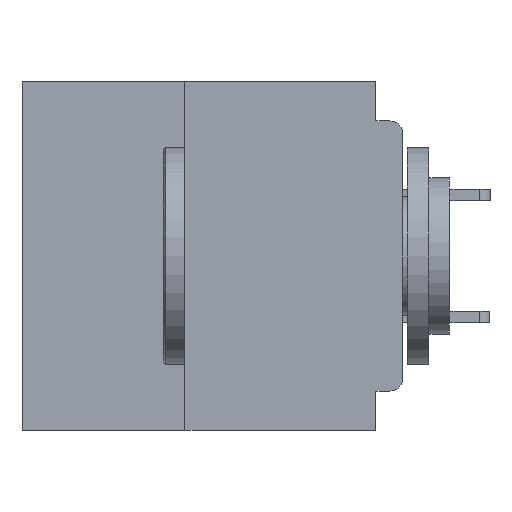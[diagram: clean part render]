
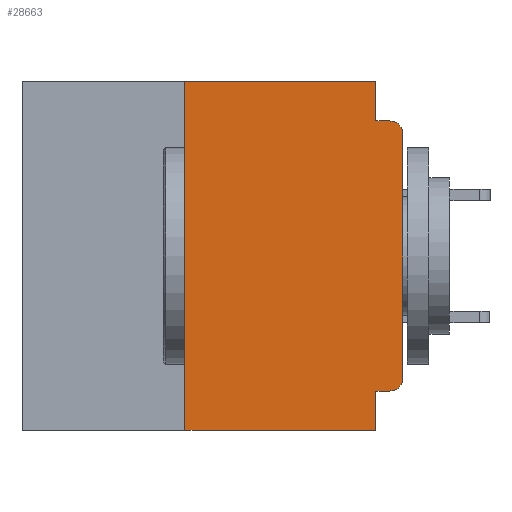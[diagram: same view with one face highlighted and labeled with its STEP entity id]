
A CAD part, left-side view. The second image highlights one B-rep face of the part: STEP entity #28663.
In plain terms, the highlighted planar face has unit normal (-1, 0, 0).
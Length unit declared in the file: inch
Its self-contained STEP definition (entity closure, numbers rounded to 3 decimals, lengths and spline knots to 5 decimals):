
#2087 = EDGE_LOOP ( 'NONE', ( #43355, #19528, #5930, #12503, #14252, #46130, #48278, #25883, #17488, #42061 ) ) ;
#2333 = EDGE_CURVE ( 'NONE', #7417, #18265, #18689, .T. ) ;
#2382 = DIRECTION ( 'NONE',  ( 0., 0., -1. ) ) ;
#3518 = CARTESIAN_POINT ( 'NONE',  ( 0., 0.25, -0.4 ) ) ;
#4268 = CARTESIAN_POINT ( 'NONE',  ( 0., 0., -0.355 ) ) ;
#5332 = LINE ( 'NONE', #32567, #36691 ) ;
#5373 = VERTEX_POINT ( 'NONE', #21413 ) ;
#5576 = CARTESIAN_POINT ( 'NONE',  ( 0., 0.031, -0.355 ) ) ;
#5874 = VERTEX_POINT ( 'NONE', #20674 ) ;
#5905 = VECTOR ( 'NONE', #36933, 39.37008 ) ;
#5930 = ORIENTED_EDGE ( 'NONE', *, *, #40039, .F. ) ;
#7311 = CARTESIAN_POINT ( 'NONE',  ( 0., 0.25, 0. ) ) ;
#7417 = VERTEX_POINT ( 'NONE', #5576 ) ;
#8168 = VECTOR ( 'NONE', #2382, 39.37008 ) ;
#8992 = DIRECTION ( 'NONE',  ( 0., 0., 1. ) ) ;
#9464 = AXIS2_PLACEMENT_3D ( 'NONE', #37271, #13813, #41232 ) ;
#9722 = VERTEX_POINT ( 'NONE', #47402 ) ;
#9838 = DIRECTION ( 'NONE',  ( 1., 0., 0. ) ) ;
#10478 = VECTOR ( 'NONE', #43162, 39.37008 ) ;
#11303 = DIRECTION ( 'NONE',  ( 0., 0., -1. ) ) ;
#12503 = ORIENTED_EDGE ( 'NONE', *, *, #41849, .F. ) ;
#12901 = CIRCLE ( 'NONE', #9464, 0.015 ) ;
#13813 = DIRECTION ( 'NONE',  ( -1., 0., 0. ) ) ;
#14252 = ORIENTED_EDGE ( 'NONE', *, *, #43118, .F. ) ;
#14642 = CARTESIAN_POINT ( 'NONE',  ( 0., 0.437, 0. ) ) ;
#15805 = CARTESIAN_POINT ( 'NONE',  ( 0., 0.031, -0.4 ) ) ;
#16188 = VERTEX_POINT ( 'NONE', #19057 ) ;
#16306 = VERTEX_POINT ( 'NONE', #35492 ) ;
#17226 = LINE ( 'NONE', #4268, #48448 ) ;
#17488 = ORIENTED_EDGE ( 'NONE', *, *, #49841, .F. ) ;
#18242 = EDGE_CURVE ( 'NONE', #27737, #18265, #18538, .T. ) ;
#18265 = VERTEX_POINT ( 'NONE', #47065 ) ;
#18538 = LINE ( 'NONE', #19702, #10478 ) ;
#18689 = LINE ( 'NONE', #15805, #8168 ) ;
#19057 = CARTESIAN_POINT ( 'NONE',  ( 0., 0.031, 0. ) ) ;
#19528 = ORIENTED_EDGE ( 'NONE', *, *, #42973, .T. ) ;
#19702 = CARTESIAN_POINT ( 'NONE',  ( 0., 0.437, -0.4 ) ) ;
#20070 = CARTESIAN_POINT ( 'NONE',  ( 0., 0.015, -0.34 ) ) ;
#20674 = CARTESIAN_POINT ( 'NONE',  ( 0., 0., -0.34 ) ) ;
#21212 = CARTESIAN_POINT ( 'NONE',  ( 0., 0., 0. ) ) ;
#21413 = CARTESIAN_POINT ( 'NONE',  ( 0., 0., -0.06 ) ) ;
#21572 = PLANE ( 'NONE',  #49700 ) ;
#22005 = EDGE_CURVE ( 'NONE', #16306, #5874, #49496, .T. ) ;
#24059 = DIRECTION ( 'NONE',  ( 0., 0., -1. ) ) ;
#25883 = ORIENTED_EDGE ( 'NONE', *, *, #2333, .F. ) ;
#26030 = EDGE_CURVE ( 'NONE', #5874, #5373, #26930, .T. ) ;
#26501 = LINE ( 'NONE', #14642, #36827 ) ;
#26930 = LINE ( 'NONE', #21212, #5905 ) ;
#27737 = VERTEX_POINT ( 'NONE', #3518 ) ;
#28053 = LINE ( 'NONE', #31606, #46323 ) ;
#28663 = ADVANCED_FACE ( 'NONE', ( #35774 ), #21572, .F. ) ;
#31377 = EDGE_CURVE ( 'NONE', #27737, #49079, #5332, .T. ) ;
#31606 = CARTESIAN_POINT ( 'NONE',  ( 0., 0., -0.045 ) ) ;
#31830 = DIRECTION ( 'NONE',  ( 0., 1., 0. ) ) ;
#32567 = CARTESIAN_POINT ( 'NONE',  ( 0., 0.25, -0.4 ) ) ;
#33329 = LINE ( 'NONE', #34855, #43692 ) ;
#33416 = CARTESIAN_POINT ( 'NONE',  ( 0., 0.437, 0. ) ) ;
#34855 = CARTESIAN_POINT ( 'NONE',  ( 0., 0.031, 0. ) ) ;
#35492 = CARTESIAN_POINT ( 'NONE',  ( 0., 0.015, -0.355 ) ) ;
#35529 = DIRECTION ( 'NONE',  ( 0., -1., 0. ) ) ;
#35774 = FACE_OUTER_BOUND ( 'NONE', #2087, .T. ) ;
#36691 = VECTOR ( 'NONE', #8992, 39.37008 ) ;
#36827 = VECTOR ( 'NONE', #42062, 39.37008 ) ;
#36933 = DIRECTION ( 'NONE',  ( 0., 0., 1. ) ) ;
#37271 = CARTESIAN_POINT ( 'NONE',  ( 0., 0.015, -0.06 ) ) ;
#37297 = DIRECTION ( 'NONE',  ( 0., 0., -1. ) ) ;
#40039 = EDGE_CURVE ( 'NONE', #9722, #47081, #28053, .T. ) ;
#41232 = DIRECTION ( 'NONE',  ( 0., 0., -1. ) ) ;
#41849 = EDGE_CURVE ( 'NONE', #16188, #9722, #33329, .T. ) ;
#42061 = ORIENTED_EDGE ( 'NONE', *, *, #22005, .T. ) ;
#42062 = DIRECTION ( 'NONE',  ( 0., -1., 0. ) ) ;
#42973 = EDGE_CURVE ( 'NONE', #5373, #47081, #12901, .T. ) ;
#43118 = EDGE_CURVE ( 'NONE', #49079, #16188, #26501, .T. ) ;
#43162 = DIRECTION ( 'NONE',  ( 0., -1., 0. ) ) ;
#43355 = ORIENTED_EDGE ( 'NONE', *, *, #26030, .T. ) ;
#43692 = VECTOR ( 'NONE', #11303, 39.37008 ) ;
#46023 = AXIS2_PLACEMENT_3D ( 'NONE', #20070, #47423, #24059 ) ;
#46130 = ORIENTED_EDGE ( 'NONE', *, *, #31377, .F. ) ;
#46323 = VECTOR ( 'NONE', #35529, 39.37008 ) ;
#47065 = CARTESIAN_POINT ( 'NONE',  ( 0., 0.031, -0.4 ) ) ;
#47081 = VERTEX_POINT ( 'NONE', #48835 ) ;
#47402 = CARTESIAN_POINT ( 'NONE',  ( 0., 0.031, -0.045 ) ) ;
#47423 = DIRECTION ( 'NONE',  ( -1., 0., 0. ) ) ;
#48278 = ORIENTED_EDGE ( 'NONE', *, *, #18242, .T. ) ;
#48448 = VECTOR ( 'NONE', #31830, 39.37008 ) ;
#48835 = CARTESIAN_POINT ( 'NONE',  ( 0., 0.015, -0.045 ) ) ;
#49079 = VERTEX_POINT ( 'NONE', #7311 ) ;
#49496 = CIRCLE ( 'NONE', #46023, 0.015 ) ;
#49700 = AXIS2_PLACEMENT_3D ( 'NONE', #33416, #9838, #37297 ) ;
#49841 = EDGE_CURVE ( 'NONE', #16306, #7417, #17226, .T. ) ;
